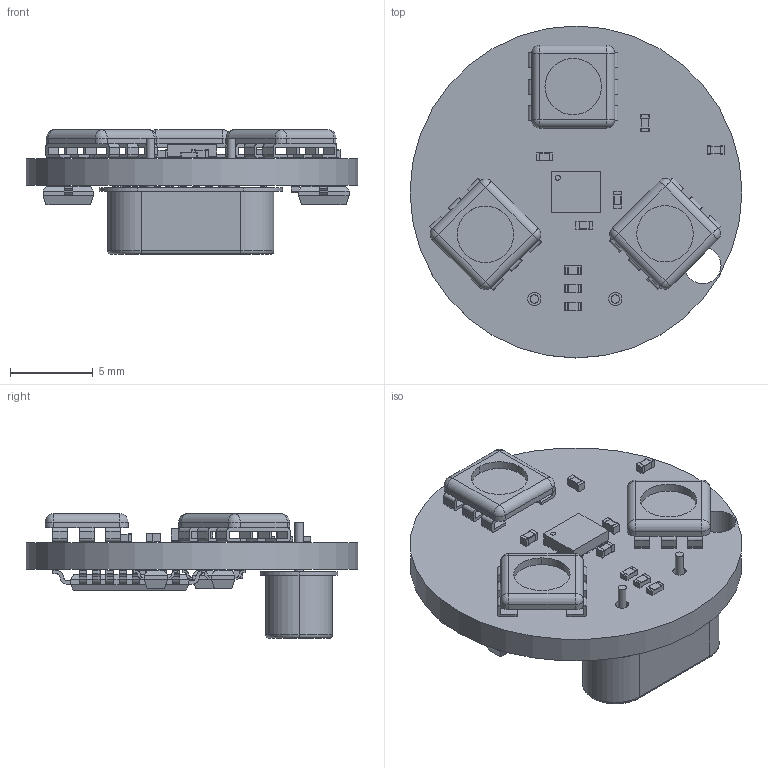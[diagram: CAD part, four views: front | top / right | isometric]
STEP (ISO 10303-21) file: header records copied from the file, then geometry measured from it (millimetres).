
FILE_DESCRIPTION(('KiCad electronic assembly'),'2;1');
FILE_NAME('PartyTorch-PCB.step','2024-07-25T08:30:15',('Pcbnew'),( 'Kicad'),'Open CASCADE STEP processor 7.7','KiCad to STEP converter' ,'Unknown');
FILE_SCHEMA(('AUTOMOTIVE_DESIGN { 1 0 10303 214 1 1 1 1 }'));
Length unit declared in the file: millimetre
Products named in the file (16): PartyTorch-PCB 1; QLSP08RGB_B; R_0402_1005Metric; C_0402_1005Metric; ICM-42670-P; SOT-23_ONS; part; Crystal_HC49-4H_Vertical; 32A_MCH; PartyTorch-PCB_PCB
Assembly tree (28 placements, depth 3):
  PartyTorch-PCB 1
    QLSP08RGB_B  x3
      QLSP08RGB_B
    R_0402_1005Metric  x4
      R_0402_1005Metric
    C_0402_1005Metric  x7
      C_0402_1005Metric
    ICM-42670-P
      ICM-42670-P
    SOT-23_ONS  x3
      part
    Crystal_HC49-4H_Vertical
      Crystal_HC49-4H_Vertical
    32A_MCH
      part
    PartyTorch-PCB_PCB
Bounding box: 20 x 20 x 7.5 mm (x, y, z)
Volume: 776.3 mm3; surface area: 1542.1 mm2
Topology: 83 solids, 83 shells, 1368 faces, 3432 edges, 2240 vertices
Faces by surface type: plane 982, cylinder 370, sphere 12, torus 4
Full cylindrical faces by diameter (mm): 0.152 x3, 0.284 x1, 0.5 x2, 0.8 x2, 2.2 x1, 20 x1
Entity records: 29833 total; most frequent: CARTESIAN_POINT 4419, DIRECTION 4300, ORIENTED_EDGE 4244, EDGE_CURVE 2122, LINE 1698, VECTOR 1698, VERTEX_POINT 1400, AXIS2_PLACEMENT_3D 1301
